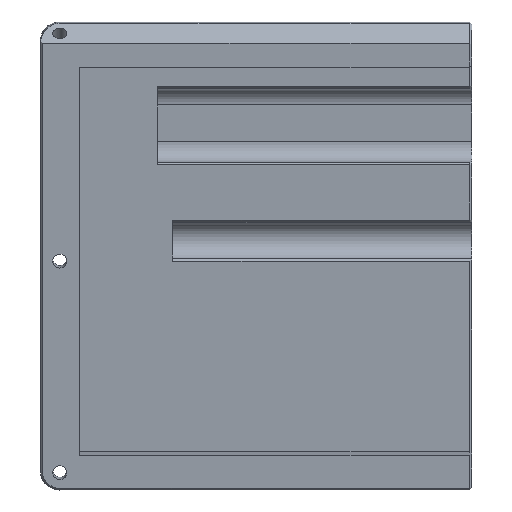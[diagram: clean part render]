
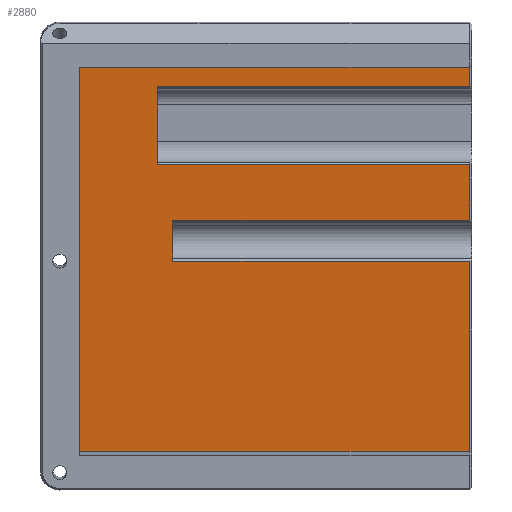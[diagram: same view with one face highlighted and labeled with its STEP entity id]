
A CAD part, top view. The second image highlights one B-rep face of the part: STEP entity #2880.
In plain terms, the highlighted planar face has unit normal (0, -0.122, 0.993).
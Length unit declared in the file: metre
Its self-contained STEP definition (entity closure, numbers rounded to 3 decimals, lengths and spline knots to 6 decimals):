
#165=ORIENTED_EDGE('',*,*,#1011,.T.);
#166=ORIENTED_EDGE('',*,*,#1012,.T.);
#167=ORIENTED_EDGE('',*,*,#1013,.F.);
#168=ORIENTED_EDGE('',*,*,#1014,.F.);
#169=ORIENTED_EDGE('',*,*,#1015,.T.);
#170=ORIENTED_EDGE('',*,*,#1016,.T.);
#171=ORIENTED_EDGE('',*,*,#1005,.F.);
#172=ORIENTED_EDGE('',*,*,#1010,.T.);
#173=ORIENTED_EDGE('',*,*,#1009,.T.);
#174=ORIENTED_EDGE('',*,*,#1008,.F.);
#175=ORIENTED_EDGE('',*,*,#1017,.F.);
#176=ORIENTED_EDGE('',*,*,#1018,.F.);
#177=ORIENTED_EDGE('',*,*,#1019,.F.);
#178=ORIENTED_EDGE('',*,*,#1020,.F.);
#179=ORIENTED_EDGE('',*,*,#1021,.T.);
#180=ORIENTED_EDGE('',*,*,#1022,.T.);
#181=ORIENTED_EDGE('',*,*,#1023,.F.);
#182=ORIENTED_EDGE('',*,*,#1024,.F.);
#1005=EDGE_CURVE('',#1431,#1432,#1720,.F.);
#1008=EDGE_CURVE('',#1433,#1434,#1723,.T.);
#1009=EDGE_CURVE('',#1435,#1434,#1724,.T.);
#1010=EDGE_CURVE('',#1431,#1435,#1725,.T.);
#1011=EDGE_CURVE('',#1436,#1437,#1726,.T.);
#1012=EDGE_CURVE('',#1437,#1438,#1727,.T.);
#1013=EDGE_CURVE('',#1439,#1438,#1728,.T.);
#1014=EDGE_CURVE('',#1440,#1439,#1729,.T.);
#1015=EDGE_CURVE('',#1440,#1441,#1730,.T.);
#1016=EDGE_CURVE('',#1441,#1432,#1731,.T.);
#1017=EDGE_CURVE('',#1442,#1433,#1732,.T.);
#1018=EDGE_CURVE('',#1443,#1442,#1733,.T.);
#1019=EDGE_CURVE('',#1444,#1443,#1734,.T.);
#1020=EDGE_CURVE('',#1445,#1444,#1735,.T.);
#1021=EDGE_CURVE('',#1445,#1446,#1736,.F.);
#1022=EDGE_CURVE('',#1446,#1447,#1737,.T.);
#1023=EDGE_CURVE('',#1448,#1447,#1738,.T.);
#1024=EDGE_CURVE('',#1436,#1448,#1739,.T.);
#1431=VERTEX_POINT('',#4036);
#1432=VERTEX_POINT('',#4037);
#1433=VERTEX_POINT('',#4040);
#1434=VERTEX_POINT('',#4042);
#1435=VERTEX_POINT('',#4044);
#1436=VERTEX_POINT('',#4048);
#1437=VERTEX_POINT('',#4049);
#1438=VERTEX_POINT('',#4051);
#1439=VERTEX_POINT('',#4053);
#1440=VERTEX_POINT('',#4055);
#1441=VERTEX_POINT('',#4057);
#1442=VERTEX_POINT('',#4060);
#1443=VERTEX_POINT('',#4062);
#1444=VERTEX_POINT('',#4064);
#1445=VERTEX_POINT('',#4066);
#1446=VERTEX_POINT('',#4068);
#1447=VERTEX_POINT('',#4070);
#1448=VERTEX_POINT('',#4072);
#1720=LINE('',#4035,#2073);
#1723=LINE('',#4041,#2076);
#1724=LINE('',#4043,#2077);
#1725=LINE('',#4045,#2078);
#1726=LINE('',#4047,#2079);
#1727=LINE('',#4050,#2080);
#1728=LINE('',#4052,#2081);
#1729=LINE('',#4054,#2082);
#1730=LINE('',#4056,#2083);
#1731=LINE('',#4058,#2084);
#1732=LINE('',#4059,#2085);
#1733=LINE('',#4061,#2086);
#1734=LINE('',#4063,#2087);
#1735=LINE('',#4065,#2088);
#1736=LINE('',#4067,#2089);
#1737=LINE('',#4069,#2090);
#1738=LINE('',#4071,#2091);
#1739=LINE('',#4073,#2092);
#2073=VECTOR('',#3276,1.);
#2076=VECTOR('',#3279,1.);
#2077=VECTOR('',#3280,1.);
#2078=VECTOR('',#3281,1.);
#2079=VECTOR('',#3284,1.);
#2080=VECTOR('',#3285,1.);
#2081=VECTOR('',#3286,1.);
#2082=VECTOR('',#3287,1.);
#2083=VECTOR('',#3288,1.);
#2084=VECTOR('',#3289,1.);
#2085=VECTOR('',#3290,1.);
#2086=VECTOR('',#3291,1.);
#2087=VECTOR('',#3292,1.);
#2088=VECTOR('',#3293,1.);
#2089=VECTOR('',#3294,1.);
#2090=VECTOR('',#3295,1.);
#2091=VECTOR('',#3296,1.);
#2092=VECTOR('',#3297,1.);
#2410=EDGE_LOOP('',(#165,#166,#167,#168,#169,#170,#171,#172,#173,#174,#175,
#176,#177,#178,#179,#180,#181,#182));
#2588=FACE_BOUND('',#2410,.T.);
#2763=PLANE('',#3052);
#2880=ADVANCED_FACE('',(#2588),#2763,.F.);
#3052=AXIS2_PLACEMENT_3D('',#4046,#3282,#3283);
#3276=DIRECTION('',(-1.,0.,0.));
#3279=DIRECTION('',(1.,0.,0.));
#3280=DIRECTION('',(-1.,0.,0.));
#3281=DIRECTION('',(-1.,0.,0.));
#3282=DIRECTION('',(0.,0.122,-0.993));
#3283=DIRECTION('',(0.,0.993,0.122));
#3284=DIRECTION('',(1.,0.,0.));
#3285=DIRECTION('',(0.,0.993,0.122));
#3286=DIRECTION('',(1.,0.,0.));
#3287=DIRECTION('',(0.,-0.993,-0.122));
#3288=DIRECTION('',(1.,0.,0.));
#3289=DIRECTION('',(0.,0.993,0.122));
#3290=DIRECTION('',(0.,0.993,0.122));
#3291=DIRECTION('',(-1.,0.,0.));
#3292=DIRECTION('',(-1.,0.,0.));
#3293=DIRECTION('',(-1.,0.,0.));
#3294=DIRECTION('',(-1.,0.,0.));
#3295=DIRECTION('',(0.,0.993,0.122));
#3296=DIRECTION('',(1.,0.,0.));
#3297=DIRECTION('',(0.,-0.993,-0.122));
#4035=CARTESIAN_POINT('',(-0.0214,0.048791,0.015982));
#4036=CARTESIAN_POINT('',(-0.105842,0.048791,0.015982));
#4037=CARTESIAN_POINT('',(-0.075842,0.048791,0.015982));
#4040=CARTESIAN_POINT('',(-0.17655,0.048791,0.015982));
#4041=CARTESIAN_POINT('',(-0.17655,0.048791,0.015982));
#4042=CARTESIAN_POINT('',(-0.127042,0.048791,0.015982));
#4043=CARTESIAN_POINT('',(-0.107042,0.048791,0.015982));
#4044=CARTESIAN_POINT('',(-0.107042,0.048791,0.015982));
#4045=CARTESIAN_POINT('',(-0.105342,0.048791,0.015982));
#4046=CARTESIAN_POINT('',(-0.0214,-0.001209,0.009843));
#4047=CARTESIAN_POINT('',(-0.152402,0.008495,0.011035));
#4048=CARTESIAN_POINT('',(-0.152402,0.008495,0.011035));
#4049=CARTESIAN_POINT('',(-0.075842,0.008495,0.011035));
#4050=CARTESIAN_POINT('',(-0.075842,-0.001209,0.009843));
#4051=CARTESIAN_POINT('',(-0.075842,0.022917,0.012806));
#4052=CARTESIAN_POINT('',(-0.156342,0.022917,0.012806));
#4053=CARTESIAN_POINT('',(-0.156342,0.022917,0.012806));
#4054=CARTESIAN_POINT('',(-0.156342,0.032903,0.014032));
#4055=CARTESIAN_POINT('',(-0.156342,0.042889,0.015258));
#4056=CARTESIAN_POINT('',(-0.156342,0.042889,0.015258));
#4057=CARTESIAN_POINT('',(-0.075842,0.042889,0.015258));
#4058=CARTESIAN_POINT('',(-0.075842,-0.001209,0.009843));
#4059=CARTESIAN_POINT('',(-0.17655,-0.051208,0.003704));
#4060=CARTESIAN_POINT('',(-0.17655,-0.051208,0.003704));
#4061=CARTESIAN_POINT('',(0.13375,-0.051208,0.003704));
#4062=CARTESIAN_POINT('',(-0.127042,-0.051208,0.003704));
#4063=CARTESIAN_POINT('',(-0.107042,-0.051208,0.003704));
#4064=CARTESIAN_POINT('',(-0.107042,-0.051208,0.003704));
#4065=CARTESIAN_POINT('',(-0.105342,-0.051208,0.003704));
#4066=CARTESIAN_POINT('',(-0.105842,-0.051208,0.003704));
#4067=CARTESIAN_POINT('',(0.13375,-0.051208,0.003704));
#4068=CARTESIAN_POINT('',(-0.075842,-0.051208,0.003704));
#4069=CARTESIAN_POINT('',(-0.075842,-0.001209,0.009843));
#4070=CARTESIAN_POINT('',(-0.075842,-0.002022,0.009743));
#4071=CARTESIAN_POINT('',(-0.152402,-0.002022,0.009743));
#4072=CARTESIAN_POINT('',(-0.152402,-0.002022,0.009743));
#4073=CARTESIAN_POINT('',(-0.152402,0.003237,0.010389));
